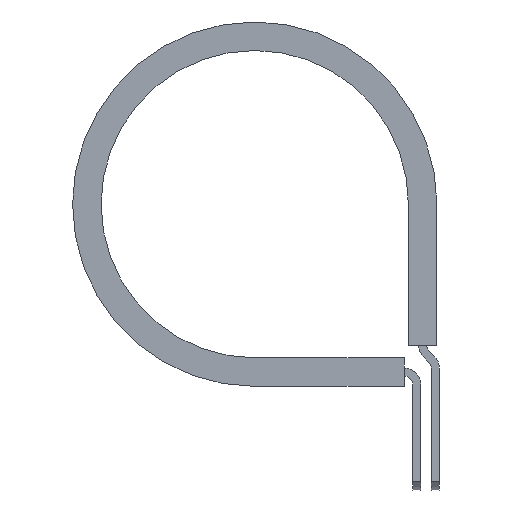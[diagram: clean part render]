
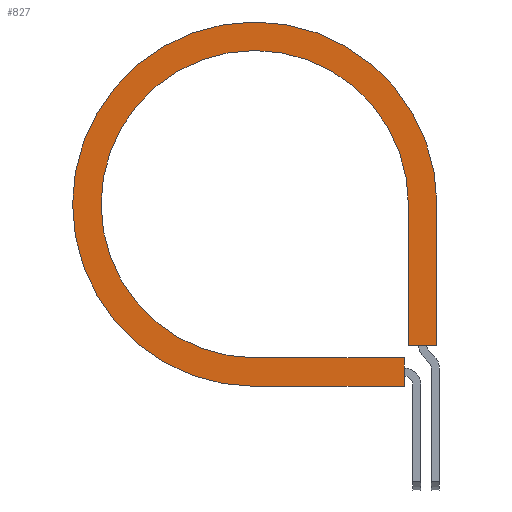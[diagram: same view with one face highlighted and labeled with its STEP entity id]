
A CAD part, front view. The second image highlights one B-rep face of the part: STEP entity #827.
In plain terms, the highlighted planar face has unit normal (0, -1, 0).
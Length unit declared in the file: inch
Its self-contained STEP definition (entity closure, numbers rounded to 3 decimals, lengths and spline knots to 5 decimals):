
#5 = CARTESIAN_POINT ( 'NONE',  ( 1.074, -0.31, 0. ) ) ;
#38 = ORIENTED_EDGE ( 'NONE', *, *, #1659, .F. ) ;
#52 = AXIS2_PLACEMENT_3D ( 'NONE', #998, #172, #1143 ) ;
#54 = DIRECTION ( 'NONE',  ( -1., 0., 0. ) ) ;
#66 = CIRCLE ( 'NONE', #52, 0.906 ) ;
#88 = VERTEX_POINT ( 'NONE', #5 ) ;
#140 = VERTEX_POINT ( 'NONE', #307 ) ;
#162 = LINE ( 'NONE', #860, #1525 ) ;
#170 = CARTESIAN_POINT ( 'NONE',  ( 0., -0.31, -1.074 ) ) ;
#172 = DIRECTION ( 'NONE',  ( 0., -1., 0. ) ) ;
#174 = EDGE_CURVE ( 'NONE', #1096, #881, #185, .T. ) ;
#183 = CIRCLE ( 'NONE', #375, 1.074 ) ;
#185 = LINE ( 'NONE', #873, #1546 ) ;
#258 = VERTEX_POINT ( 'NONE', #617 ) ;
#307 = CARTESIAN_POINT ( 'NONE',  ( 0.8807, -0.31, -0.906 ) ) ;
#308 = CARTESIAN_POINT ( 'NONE',  ( 0.906, -0.31, 0. ) ) ;
#324 = VERTEX_POINT ( 'NONE', #170 ) ;
#375 = AXIS2_PLACEMENT_3D ( 'NONE', #812, #1726, #949 ) ;
#396 = CARTESIAN_POINT ( 'NONE',  ( 0.8807, -0.31, -0.906 ) ) ;
#407 = CARTESIAN_POINT ( 'NONE',  ( 1.074, -0.31, -0.83165 ) ) ;
#450 = CARTESIAN_POINT ( 'NONE',  ( 1.074, -0.31, 0. ) ) ;
#483 = ORIENTED_EDGE ( 'NONE', *, *, #1539, .T. ) ;
#547 = VECTOR ( 'NONE', #1650, 39.37008 ) ;
#561 = EDGE_CURVE ( 'NONE', #816, #881, #1060, .T. ) ;
#568 = VECTOR ( 'NONE', #1344, 39.37008 ) ;
#606 = EDGE_LOOP ( 'NONE', ( #919, #628, #1177, #1162, #483, #38, #1095, #1144 ) ) ;
#617 = CARTESIAN_POINT ( 'NONE',  ( 0.8807, -0.31, -1.074 ) ) ;
#628 = ORIENTED_EDGE ( 'NONE', *, *, #1102, .F. ) ;
#748 = VECTOR ( 'NONE', #54, 39.37008 ) ;
#768 = VECTOR ( 'NONE', #1636, 39.37008 ) ;
#812 = CARTESIAN_POINT ( 'NONE',  ( 0., -0.31, 0. ) ) ;
#816 = VERTEX_POINT ( 'NONE', #407 ) ;
#827 = ADVANCED_FACE ( 'NONE', ( #1649 ), #1611, .T. ) ;
#831 = DIRECTION ( 'NONE',  ( 0., -1., 0. ) ) ;
#860 = CARTESIAN_POINT ( 'NONE',  ( 0., -0.31, -1.074 ) ) ;
#865 = LINE ( 'NONE', #450, #547 ) ;
#873 = CARTESIAN_POINT ( 'NONE',  ( 0.906, -0.31, 0. ) ) ;
#881 = VERTEX_POINT ( 'NONE', #1252 ) ;
#888 = DIRECTION ( 'NONE',  ( 0., 0., -1. ) ) ;
#895 = CARTESIAN_POINT ( 'NONE',  ( 0.906, -0.31, -0.83165 ) ) ;
#919 = ORIENTED_EDGE ( 'NONE', *, *, #561, .F. ) ;
#942 = VERTEX_POINT ( 'NONE', #1260 ) ;
#949 = DIRECTION ( 'NONE',  ( 0., 0., -1. ) ) ;
#993 = DIRECTION ( 'NONE',  ( 1., 0., 0. ) ) ;
#998 = CARTESIAN_POINT ( 'NONE',  ( 0., -0.31, 0. ) ) ;
#1060 = LINE ( 'NONE', #895, #748 ) ;
#1095 = ORIENTED_EDGE ( 'NONE', *, *, #1145, .F. ) ;
#1096 = VERTEX_POINT ( 'NONE', #308 ) ;
#1102 = EDGE_CURVE ( 'NONE', #88, #816, #865, .T. ) ;
#1103 = EDGE_CURVE ( 'NONE', #324, #258, #162, .T. ) ;
#1143 = DIRECTION ( 'NONE',  ( 0., 0., -1. ) ) ;
#1144 = ORIENTED_EDGE ( 'NONE', *, *, #174, .T. ) ;
#1145 = EDGE_CURVE ( 'NONE', #1096, #942, #66, .T. ) ;
#1162 = ORIENTED_EDGE ( 'NONE', *, *, #1103, .T. ) ;
#1177 = ORIENTED_EDGE ( 'NONE', *, *, #1543, .T. ) ;
#1252 = CARTESIAN_POINT ( 'NONE',  ( 0.906, -0.31, -0.83165 ) ) ;
#1260 = CARTESIAN_POINT ( 'NONE',  ( 0., -0.31, -0.906 ) ) ;
#1344 = DIRECTION ( 'NONE',  ( 0., 0., 1. ) ) ;
#1474 = LINE ( 'NONE', #1503, #768 ) ;
#1503 = CARTESIAN_POINT ( 'NONE',  ( 0., -0.31, -0.906 ) ) ;
#1525 = VECTOR ( 'NONE', #993, 39.37008 ) ;
#1539 = EDGE_CURVE ( 'NONE', #258, #140, #1623, .T. ) ;
#1543 = EDGE_CURVE ( 'NONE', #88, #324, #183, .T. ) ;
#1546 = VECTOR ( 'NONE', #888, 39.37008 ) ;
#1584 = AXIS2_PLACEMENT_3D ( 'NONE', #1626, #831, #1743 ) ;
#1611 = PLANE ( 'NONE',  #1584 ) ;
#1623 = LINE ( 'NONE', #396, #568 ) ;
#1626 = CARTESIAN_POINT ( 'NONE',  ( 0.906, -0.31, 0. ) ) ;
#1636 = DIRECTION ( 'NONE',  ( 1., 0., 0. ) ) ;
#1649 = FACE_OUTER_BOUND ( 'NONE', #606, .T. ) ;
#1650 = DIRECTION ( 'NONE',  ( 0., 0., -1. ) ) ;
#1659 = EDGE_CURVE ( 'NONE', #942, #140, #1474, .T. ) ;
#1726 = DIRECTION ( 'NONE',  ( 0., -1., 0. ) ) ;
#1743 = DIRECTION ( 'NONE',  ( 0., 0., -1. ) ) ;
